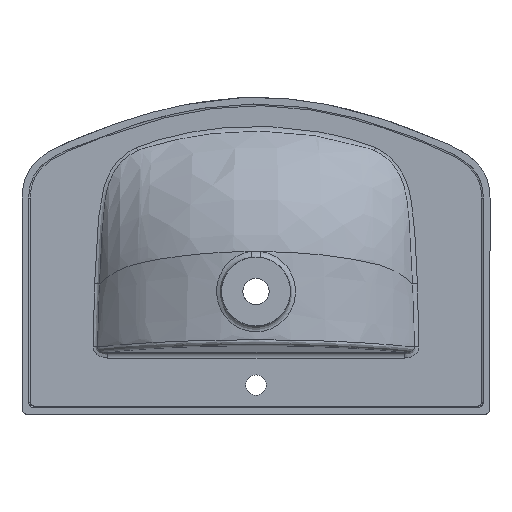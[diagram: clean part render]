
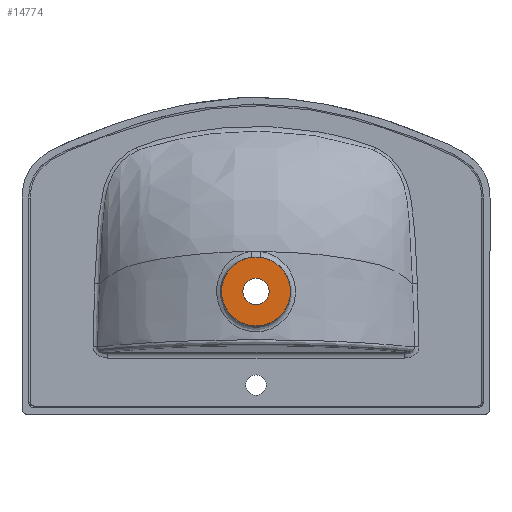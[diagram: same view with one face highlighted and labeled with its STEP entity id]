
A CAD part, front view. The second image highlights one B-rep face of the part: STEP entity #14774.
In plain terms, the highlighted planar face has unit normal (0, -1, 0).
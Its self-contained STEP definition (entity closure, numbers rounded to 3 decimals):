
#351 = AXIS2_PLACEMENT_3D ( 'NONE', #642, #1885, #9931 ) ;
#642 = CARTESIAN_POINT ( 'NONE',  ( 0., -147., -25. ) ) ;
#671 = DIRECTION ( 'NONE',  ( 0., 0., -1. ) ) ;
#1597 = VERTEX_POINT ( 'NONE', #14273 ) ;
#1885 = DIRECTION ( 'NONE',  ( 0., 1., 0. ) ) ;
#2235 = CIRCLE ( 'NONE', #6540, 22.5 ) ;
#2574 = CARTESIAN_POINT ( 'NONE',  ( 0., -147., -25. ) ) ;
#3079 = FACE_BOUND ( 'NONE', #10661, .T. ) ;
#3233 = CARTESIAN_POINT ( 'NONE',  ( 0., -147., -83.952 ) ) ;
#3517 = CIRCLE ( 'NONE', #16302, 58.952 ) ;
#4914 = DIRECTION ( 'NONE',  ( 0., 1., 0. ) ) ;
#5229 = ORIENTED_EDGE ( 'NONE', *, *, #14498, .T. ) ;
#5757 = AXIS2_PLACEMENT_3D ( 'NONE', #2574, #6907, #10917 ) ;
#6275 = CARTESIAN_POINT ( 'NONE',  ( 0., -147., -25. ) ) ;
#6540 = AXIS2_PLACEMENT_3D ( 'NONE', #15742, #4914, #14303 ) ;
#6907 = DIRECTION ( 'NONE',  ( 0., 1., 0. ) ) ;
#7497 = CIRCLE ( 'NONE', #5757, 58.952 ) ;
#7937 = EDGE_CURVE ( 'NONE', #9847, #9054, #7497, .T. ) ;
#8212 = CARTESIAN_POINT ( 'NONE',  ( 0., -147., 33.952 ) ) ;
#8408 = EDGE_LOOP ( 'NONE', ( #9458, #15848 ) ) ;
#9054 = VERTEX_POINT ( 'NONE', #3233 ) ;
#9099 = EDGE_CURVE ( 'NONE', #9054, #9847, #3517, .T. ) ;
#9458 = ORIENTED_EDGE ( 'NONE', *, *, #7937, .F. ) ;
#9847 = VERTEX_POINT ( 'NONE', #8212 ) ;
#9931 = DIRECTION ( 'NONE',  ( 0., 0., -1. ) ) ;
#10218 = CARTESIAN_POINT ( 'NONE',  ( 0., -147., -2.5 ) ) ;
#10575 = EDGE_CURVE ( 'NONE', #10728, #1597, #11505, .T. ) ;
#10661 = EDGE_LOOP ( 'NONE', ( #17030, #5229 ) ) ;
#10728 = VERTEX_POINT ( 'NONE', #10218 ) ;
#10917 = DIRECTION ( 'NONE',  ( 0., 0., -1. ) ) ;
#11505 = CIRCLE ( 'NONE', #351, 22.5 ) ;
#11679 = DIRECTION ( 'NONE',  ( 0., 1., 0. ) ) ;
#12829 = PLANE ( 'NONE',  #15638 ) ;
#14061 = CARTESIAN_POINT ( 'NONE',  ( 0., -147., -20.05 ) ) ;
#14273 = CARTESIAN_POINT ( 'NONE',  ( 0., -147., -47.5 ) ) ;
#14303 = DIRECTION ( 'NONE',  ( 0., 0., -1. ) ) ;
#14398 = FACE_OUTER_BOUND ( 'NONE', #8408, .T. ) ;
#14498 = EDGE_CURVE ( 'NONE', #1597, #10728, #2235, .T. ) ;
#14774 = ADVANCED_FACE ( 'NONE', ( #14398, #3079 ), #12829, .T. ) ;
#15390 = DIRECTION ( 'NONE',  ( 0., -1., 0. ) ) ;
#15595 = DIRECTION ( 'NONE',  ( 0., 0., -1. ) ) ;
#15638 = AXIS2_PLACEMENT_3D ( 'NONE', #14061, #15390, #671 ) ;
#15742 = CARTESIAN_POINT ( 'NONE',  ( 0., -147., -25. ) ) ;
#15848 = ORIENTED_EDGE ( 'NONE', *, *, #9099, .F. ) ;
#16302 = AXIS2_PLACEMENT_3D ( 'NONE', #6275, #11679, #15595 ) ;
#17030 = ORIENTED_EDGE ( 'NONE', *, *, #10575, .T. ) ;
